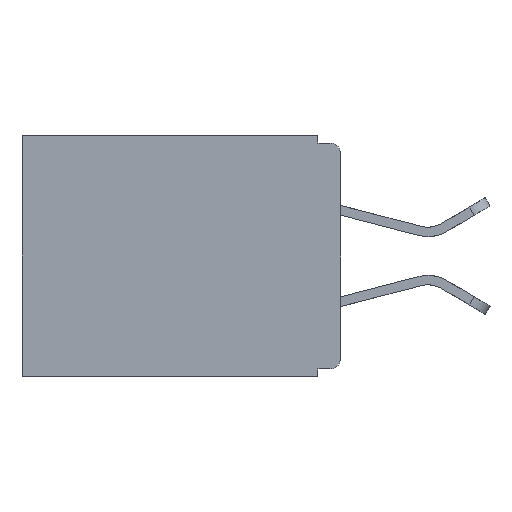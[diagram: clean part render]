
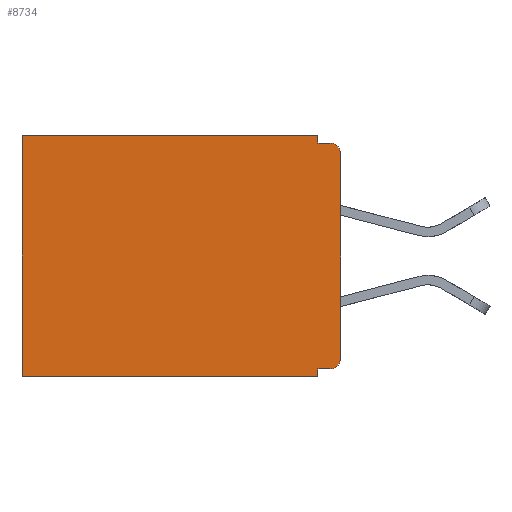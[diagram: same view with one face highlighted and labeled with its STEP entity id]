
A CAD part, left-side view. The second image highlights one B-rep face of the part: STEP entity #8734.
In plain terms, the highlighted planar face has unit normal (-1, 0, 0).
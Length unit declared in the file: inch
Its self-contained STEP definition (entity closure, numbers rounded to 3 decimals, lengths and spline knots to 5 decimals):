
#104 = VERTEX_POINT ( 'NONE', #6959 ) ;
#519 = CARTESIAN_POINT ( 'NONE',  ( 0.3, 0.031, 0. ) ) ;
#1121 = CARTESIAN_POINT ( 'NONE',  ( 0.3, 0., 0. ) ) ;
#1128 = DIRECTION ( 'NONE',  ( 0., 1., 0. ) ) ;
#1145 = DIRECTION ( 'NONE',  ( -1., 0., 0. ) ) ;
#1154 = DIRECTION ( 'NONE',  ( 0., 1., 0. ) ) ;
#1229 = DIRECTION ( 'NONE',  ( 0., 0., -1. ) ) ;
#1393 = EDGE_CURVE ( 'NONE', #4872, #6631, #10928, .T. ) ;
#1434 = VERTEX_POINT ( 'NONE', #9466 ) ;
#1577 = ORIENTED_EDGE ( 'NONE', *, *, #4085, .T. ) ;
#1690 = VECTOR ( 'NONE', #1154, 39.37008 ) ;
#1843 = CARTESIAN_POINT ( 'NONE',  ( 0.3, 0.015, -0.305 ) ) ;
#2019 = VERTEX_POINT ( 'NONE', #2905 ) ;
#2077 = LINE ( 'NONE', #11841, #11710 ) ;
#2543 = CIRCLE ( 'NONE', #8896, 0.015 ) ;
#2764 = CIRCLE ( 'NONE', #11117, 0.015 ) ;
#2780 = AXIS2_PLACEMENT_3D ( 'NONE', #9425, #4874, #11243 ) ;
#2902 = DIRECTION ( 'NONE',  ( 0., 0., -1. ) ) ;
#2905 = CARTESIAN_POINT ( 'NONE',  ( 0.3, 0., -0.025 ) ) ;
#3015 = VECTOR ( 'NONE', #9733, 39.37008 ) ;
#3454 = EDGE_LOOP ( 'NONE', ( #7604, #7562, #7522, #7388, #5296, #1577, #9935, #8436, #11726, #5694 ) ) ;
#3599 = VECTOR ( 'NONE', #9614, 39.37008 ) ;
#3662 = VERTEX_POINT ( 'NONE', #6064 ) ;
#3677 = VERTEX_POINT ( 'NONE', #5167 ) ;
#3875 = EDGE_CURVE ( 'NONE', #2019, #6631, #2543, .T. ) ;
#4085 = EDGE_CURVE ( 'NONE', #5899, #1434, #9570, .T. ) ;
#4378 = LINE ( 'NONE', #1121, #1690 ) ;
#4872 = VERTEX_POINT ( 'NONE', #9270 ) ;
#4874 = DIRECTION ( 'NONE',  ( 1., 0., 0. ) ) ;
#5120 = CARTESIAN_POINT ( 'NONE',  ( 0.3, 0.031, -0.32 ) ) ;
#5167 = CARTESIAN_POINT ( 'NONE',  ( 0.3, 0., -0.305 ) ) ;
#5296 = ORIENTED_EDGE ( 'NONE', *, *, #6830, .T. ) ;
#5646 = EDGE_CURVE ( 'NONE', #2019, #3677, #10583, .T. ) ;
#5694 = ORIENTED_EDGE ( 'NONE', *, *, #8713, .T. ) ;
#5804 = VECTOR ( 'NONE', #8996, 39.37008 ) ;
#5830 = LINE ( 'NONE', #7903, #9758 ) ;
#5899 = VERTEX_POINT ( 'NONE', #9546 ) ;
#6064 = CARTESIAN_POINT ( 'NONE',  ( 0.3, 0.031, -0.33 ) ) ;
#6229 = VECTOR ( 'NONE', #10082, 39.37008 ) ;
#6631 = VERTEX_POINT ( 'NONE', #11257 ) ;
#6739 = PLANE ( 'NONE',  #2780 ) ;
#6830 = EDGE_CURVE ( 'NONE', #9690, #5899, #4378, .T. ) ;
#6959 = CARTESIAN_POINT ( 'NONE',  ( 0.3, 0.015, -0.32 ) ) ;
#7383 = DIRECTION ( 'NONE',  ( 0., 0., -1. ) ) ;
#7388 = ORIENTED_EDGE ( 'NONE', *, *, #11093, .F. ) ;
#7522 = ORIENTED_EDGE ( 'NONE', *, *, #1393, .F. ) ;
#7562 = ORIENTED_EDGE ( 'NONE', *, *, #3875, .T. ) ;
#7604 = ORIENTED_EDGE ( 'NONE', *, *, #5646, .F. ) ;
#7764 = VECTOR ( 'NONE', #1229, 39.37008 ) ;
#7903 = CARTESIAN_POINT ( 'NONE',  ( 0.3, 0., -0.32 ) ) ;
#8039 = LINE ( 'NONE', #8830, #3015 ) ;
#8277 = VERTEX_POINT ( 'NONE', #5120 ) ;
#8436 = ORIENTED_EDGE ( 'NONE', *, *, #10441, .F. ) ;
#8536 = DIRECTION ( 'NONE',  ( -1., 0., 0. ) ) ;
#8621 = LINE ( 'NONE', #519, #6229 ) ;
#8713 = EDGE_CURVE ( 'NONE', #104, #3677, #2764, .T. ) ;
#8734 = ADVANCED_FACE ( 'NONE', ( #9637 ), #6739, .F. ) ;
#8830 = CARTESIAN_POINT ( 'NONE',  ( 0.3, 0., -0.33 ) ) ;
#8896 = AXIS2_PLACEMENT_3D ( 'NONE', #9118, #1145, #11017 ) ;
#8996 = DIRECTION ( 'NONE',  ( 0., 0., -1. ) ) ;
#9118 = CARTESIAN_POINT ( 'NONE',  ( 0.3, 0.015, -0.025 ) ) ;
#9131 = CARTESIAN_POINT ( 'NONE',  ( 0.3, 0.437, -0.33 ) ) ;
#9270 = CARTESIAN_POINT ( 'NONE',  ( 0.3, 0.031, -0.01 ) ) ;
#9425 = CARTESIAN_POINT ( 'NONE',  ( 0.3, 0., -0.33 ) ) ;
#9466 = CARTESIAN_POINT ( 'NONE',  ( 0.3, 0.437, -0.33 ) ) ;
#9546 = CARTESIAN_POINT ( 'NONE',  ( 0.3, 0.437, 0. ) ) ;
#9570 = LINE ( 'NONE', #9131, #7764 ) ;
#9614 = DIRECTION ( 'NONE',  ( 0., -1., 0. ) ) ;
#9637 = FACE_OUTER_BOUND ( 'NONE', #3454, .T. ) ;
#9690 = VERTEX_POINT ( 'NONE', #10099 ) ;
#9733 = DIRECTION ( 'NONE',  ( 0., 1., 0. ) ) ;
#9758 = VECTOR ( 'NONE', #1128, 39.37008 ) ;
#9881 = CARTESIAN_POINT ( 'NONE',  ( 0.3, 0., -0.01 ) ) ;
#9935 = ORIENTED_EDGE ( 'NONE', *, *, #11976, .F. ) ;
#10082 = DIRECTION ( 'NONE',  ( 0., 0., -1. ) ) ;
#10099 = CARTESIAN_POINT ( 'NONE',  ( 0.3, 0.031, 0. ) ) ;
#10206 = EDGE_CURVE ( 'NONE', #104, #8277, #5830, .T. ) ;
#10441 = EDGE_CURVE ( 'NONE', #8277, #3662, #2077, .T. ) ;
#10583 = LINE ( 'NONE', #10587, #5804 ) ;
#10587 = CARTESIAN_POINT ( 'NONE',  ( 0.3, 0., -0.33 ) ) ;
#10928 = LINE ( 'NONE', #9881, #3599 ) ;
#11017 = DIRECTION ( 'NONE',  ( 0., 0., -1. ) ) ;
#11093 = EDGE_CURVE ( 'NONE', #9690, #4872, #8621, .T. ) ;
#11117 = AXIS2_PLACEMENT_3D ( 'NONE', #1843, #8536, #2902 ) ;
#11243 = DIRECTION ( 'NONE',  ( 0., 0., -1. ) ) ;
#11257 = CARTESIAN_POINT ( 'NONE',  ( 0.3, 0.015, -0.01 ) ) ;
#11710 = VECTOR ( 'NONE', #7383, 39.37008 ) ;
#11726 = ORIENTED_EDGE ( 'NONE', *, *, #10206, .F. ) ;
#11841 = CARTESIAN_POINT ( 'NONE',  ( 0.3, 0.031, -0.33 ) ) ;
#11976 = EDGE_CURVE ( 'NONE', #3662, #1434, #8039, .T. ) ;
